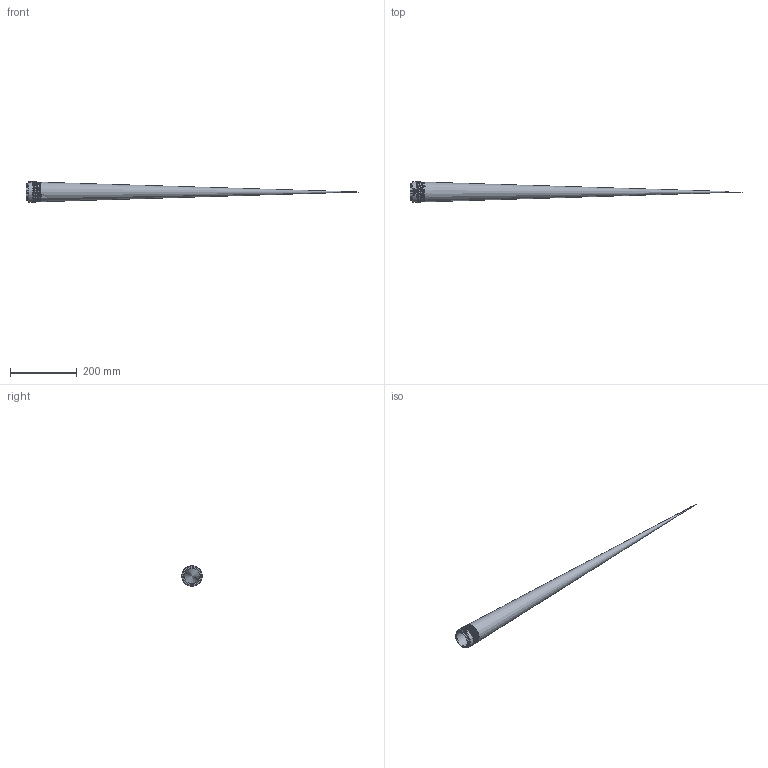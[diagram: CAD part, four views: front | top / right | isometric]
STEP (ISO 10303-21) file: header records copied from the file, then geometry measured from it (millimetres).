
FILE_DESCRIPTION(/* description */ (''),/* implementation_level */ '2;1');
FILE_NAME(/* name */ '19WB-2.stp',/* time_stamp */ '2021-12-07T09:45:34-05:00',/* author */ ('rick'),/* organization */ (''),/* preprocessor_version */ 'ST-DEVELOPER v18.1',/* originating_system */ 'Autodesk Inventor 2020',/* authorisation */ '');
FILE_SCHEMA (('AUTOMOTIVE_DESIGN { 1 0 10303 214 3 1 1 }'));
Length unit declared in the file: inch
Products named in the file (1): 19WB-2
Bounding box: 992.62 x 60.62 x 60.62 mm (x, y, z)
Volume: 40752.4 mm3; surface area: 381923.6 mm2
Topology: 1 solids, 1 shells, 351 faces, 964 edges, 643 vertices
Faces by surface type: bspline 167, plane 129, cylinder 34, cone 16, torus 5
Full cylindrical faces by diameter (mm): 47.498 x1, 50.8 x1, 60.617 x1
Entity records: 17942 total; most frequent: CARTESIAN_POINT 9997, ORIENTED_EDGE 1912, DIRECTION 1152, EDGE_CURVE 956, VERTEX_POINT 639, LINE 412, VECTOR 412, EDGE_LOOP 385
